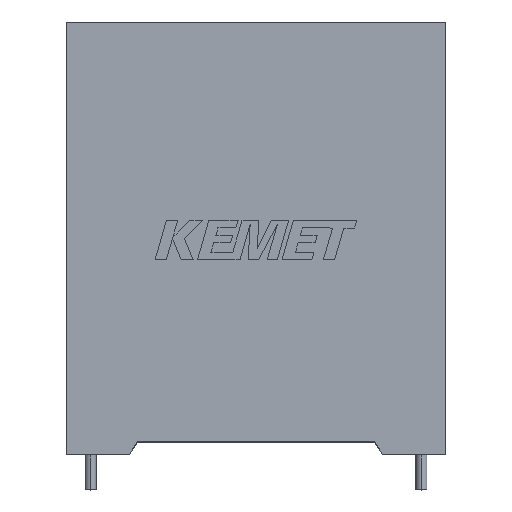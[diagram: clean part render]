
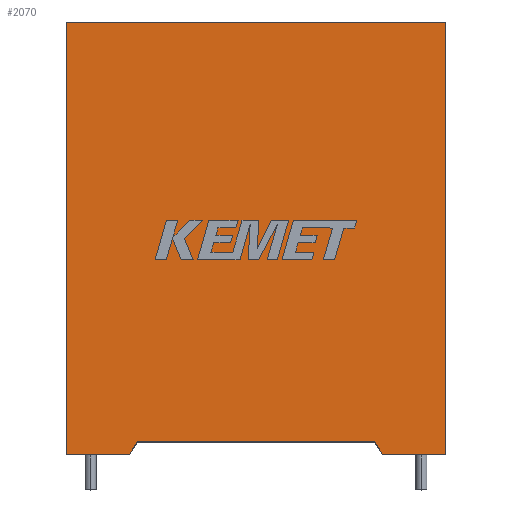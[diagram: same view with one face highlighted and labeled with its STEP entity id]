
A CAD part, top view. The second image highlights one B-rep face of the part: STEP entity #2070.
In plain terms, the highlighted planar face has unit normal (0, 0, 1).
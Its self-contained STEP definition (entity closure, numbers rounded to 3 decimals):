
#5 = VERTEX_POINT ( 'NONE', #2272 ) ;
#17 = LINE ( 'NONE', #158, #1871 ) ;
#148 = CARTESIAN_POINT ( 'NONE',  ( 43., 0., 34. ) ) ;
#158 = CARTESIAN_POINT ( 'NONE',  ( 34.95, 1.441, 34. ) ) ;
#165 = ORIENTED_EDGE ( 'NONE', *, *, #633, .F. ) ;
#245 = DIRECTION ( 'NONE',  ( 0., -1., 0. ) ) ;
#268 = CARTESIAN_POINT ( 'NONE',  ( 7.15, 0., 34. ) ) ;
#274 = EDGE_CURVE ( 'NONE', #5, #340, #1342, .T. ) ;
#277 = CARTESIAN_POINT ( 'NONE',  ( 0., 0., 34. ) ) ;
#340 = VERTEX_POINT ( 'NONE', #277 ) ;
#620 = LINE ( 'NONE', #2964, #3050 ) ;
#631 = DIRECTION ( 'NONE',  ( 0.53, -0.848, 0. ) ) ;
#633 = EDGE_CURVE ( 'NONE', #2510, #1250, #2066, .T. ) ;
#638 = ORIENTED_EDGE ( 'NONE', *, *, #2584, .T. ) ;
#770 = VECTOR ( 'NONE', #2724, 1000. ) ;
#805 = CARTESIAN_POINT ( 'NONE',  ( 8.05, 1.441, 34. ) ) ;
#826 = ORIENTED_EDGE ( 'NONE', *, *, #2303, .T. ) ;
#934 = VERTEX_POINT ( 'NONE', #148 ) ;
#978 = EDGE_CURVE ( 'NONE', #2767, #2905, #17, .T. ) ;
#1061 = CARTESIAN_POINT ( 'NONE',  ( 0., 0., 34. ) ) ;
#1067 = LINE ( 'NONE', #1801, #1670 ) ;
#1095 = ORIENTED_EDGE ( 'NONE', *, *, #1365, .T. ) ;
#1131 = CARTESIAN_POINT ( 'NONE',  ( 34.95, 1.441, 34. ) ) ;
#1247 = CARTESIAN_POINT ( 'NONE',  ( 8.05, 1.441, 34. ) ) ;
#1250 = VERTEX_POINT ( 'NONE', #268 ) ;
#1342 = LINE ( 'NONE', #1689, #2890 ) ;
#1365 = EDGE_CURVE ( 'NONE', #1722, #5, #1419, .T. ) ;
#1376 = EDGE_CURVE ( 'NONE', #2905, #934, #620, .T. ) ;
#1419 = LINE ( 'NONE', #2233, #770 ) ;
#1551 = DIRECTION ( 'NONE',  ( -1., 0., 0. ) ) ;
#1597 = VECTOR ( 'NONE', #2589, 1000. ) ;
#1612 = ORIENTED_EDGE ( 'NONE', *, *, #2076, .F. ) ;
#1653 = CARTESIAN_POINT ( 'NONE',  ( 43., 49., 34. ) ) ;
#1670 = VECTOR ( 'NONE', #2014, 1000. ) ;
#1689 = CARTESIAN_POINT ( 'NONE',  ( 0., 0., 34. ) ) ;
#1693 = DIRECTION ( 'NONE',  ( 1., 0., 0. ) ) ;
#1722 = VERTEX_POINT ( 'NONE', #1653 ) ;
#1766 = ORIENTED_EDGE ( 'NONE', *, *, #274, .T. ) ;
#1787 = PLANE ( 'NONE',  #3067 ) ;
#1801 = CARTESIAN_POINT ( 'NONE',  ( 0., 0., 34. ) ) ;
#1807 = DIRECTION ( 'NONE',  ( -1., 0., 0. ) ) ;
#1871 = VECTOR ( 'NONE', #631, 1000. ) ;
#1955 = EDGE_LOOP ( 'NONE', ( #1612, #2030, #2269, #826, #1095, #1766, #638, #165 ) ) ;
#2014 = DIRECTION ( 'NONE',  ( 1., 0., 0. ) ) ;
#2017 = DIRECTION ( 'NONE',  ( -0.53, -0.848, 0. ) ) ;
#2030 = ORIENTED_EDGE ( 'NONE', *, *, #978, .T. ) ;
#2066 = LINE ( 'NONE', #805, #2872 ) ;
#2070 = ADVANCED_FACE ( 'NONE', ( #3116 ), #1787, .F. ) ;
#2076 = EDGE_CURVE ( 'NONE', #2767, #2510, #2121, .T. ) ;
#2121 = LINE ( 'NONE', #2492, #2613 ) ;
#2129 = CARTESIAN_POINT ( 'NONE',  ( 35.85, 0., 34. ) ) ;
#2233 = CARTESIAN_POINT ( 'NONE',  ( 0., 49., 34. ) ) ;
#2269 = ORIENTED_EDGE ( 'NONE', *, *, #1376, .T. ) ;
#2272 = CARTESIAN_POINT ( 'NONE',  ( 0., 49., 34. ) ) ;
#2303 = EDGE_CURVE ( 'NONE', #934, #1722, #2888, .T. ) ;
#2337 = CARTESIAN_POINT ( 'NONE',  ( 43., 0., 34. ) ) ;
#2492 = CARTESIAN_POINT ( 'NONE',  ( 21.5, 1.441, 34. ) ) ;
#2510 = VERTEX_POINT ( 'NONE', #1247 ) ;
#2584 = EDGE_CURVE ( 'NONE', #340, #1250, #1067, .T. ) ;
#2589 = DIRECTION ( 'NONE',  ( 0., 1., 0. ) ) ;
#2613 = VECTOR ( 'NONE', #1807, 1000. ) ;
#2724 = DIRECTION ( 'NONE',  ( -1., 0., 0. ) ) ;
#2767 = VERTEX_POINT ( 'NONE', #1131 ) ;
#2872 = VECTOR ( 'NONE', #2017, 1000. ) ;
#2888 = LINE ( 'NONE', #2337, #1597 ) ;
#2890 = VECTOR ( 'NONE', #245, 1000. ) ;
#2905 = VERTEX_POINT ( 'NONE', #2129 ) ;
#2964 = CARTESIAN_POINT ( 'NONE',  ( 0., 0., 34. ) ) ;
#2996 = DIRECTION ( 'NONE',  ( 0., 0., -1. ) ) ;
#3050 = VECTOR ( 'NONE', #1693, 1000. ) ;
#3067 = AXIS2_PLACEMENT_3D ( 'NONE', #1061, #2996, #1551 ) ;
#3116 = FACE_OUTER_BOUND ( 'NONE', #1955, .T. ) ;
